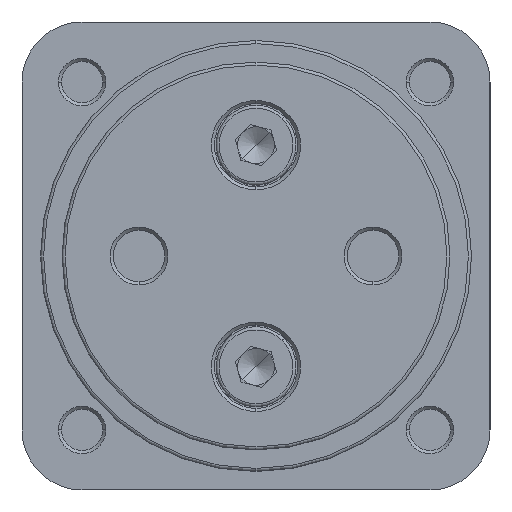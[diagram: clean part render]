
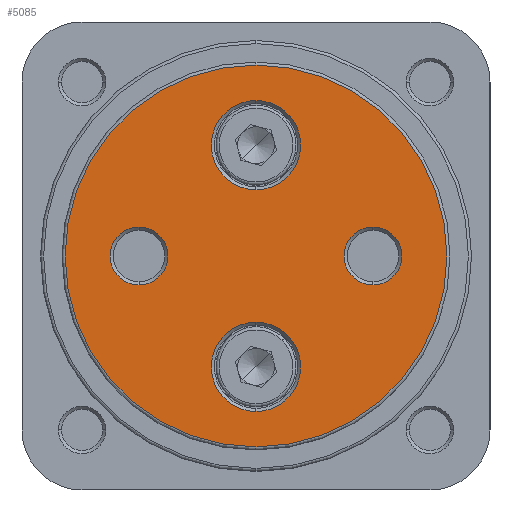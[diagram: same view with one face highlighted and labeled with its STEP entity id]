
A CAD part, left-side view. The second image highlights one B-rep face of the part: STEP entity #5085.
In plain terms, the highlighted planar face has unit normal (-1, 0, 0).
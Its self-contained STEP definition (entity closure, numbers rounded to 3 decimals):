
#168 = EDGE_LOOP ( 'NONE', ( #8058, #8057 ) ) ;
#169 = EDGE_LOOP ( 'NONE', ( #8054, #8053 ) ) ;
#264 = EDGE_LOOP ( 'NONE', ( #8050, #8049 ) ) ;
#386 = VERTEX_POINT ( 'NONE', #821 ) ;
#387 = VERTEX_POINT ( 'NONE', #822 ) ;
#400 = VERTEX_POINT ( 'NONE', #835 ) ;
#411 = VERTEX_POINT ( 'NONE', #846 ) ;
#414 = VERTEX_POINT ( 'NONE', #849 ) ;
#416 = VERTEX_POINT ( 'NONE', #851 ) ;
#420 = VERTEX_POINT ( 'NONE', #855 ) ;
#423 = VERTEX_POINT ( 'NONE', #858 ) ;
#425 = VERTEX_POINT ( 'NONE', #860 ) ;
#432 = VERTEX_POINT ( 'NONE', #867 ) ;
#821 = CARTESIAN_POINT ( 'NONE',  ( 0., -19., -4.7 ) ) ;
#822 = CARTESIAN_POINT ( 'NONE',  ( 0., 0., -10.75 ) ) ;
#835 = CARTESIAN_POINT ( 'NONE',  ( 0., 19., 4.7 ) ) ;
#846 = CARTESIAN_POINT ( 'NONE',  ( 0., 0., 31. ) ) ;
#849 = CARTESIAN_POINT ( 'NONE',  ( 0., 0., 10.75 ) ) ;
#851 = CARTESIAN_POINT ( 'NONE',  ( 0., -19., 4.7 ) ) ;
#855 = CARTESIAN_POINT ( 'NONE',  ( 0., 0., 25.25 ) ) ;
#858 = CARTESIAN_POINT ( 'NONE',  ( 0., 19., -4.7 ) ) ;
#860 = CARTESIAN_POINT ( 'NONE',  ( 0., 0., -31. ) ) ;
#867 = CARTESIAN_POINT ( 'NONE',  ( 0., 0., -25.25 ) ) ;
#1840 = EDGE_CURVE ( 'NONE', #425, #411, #6396, .T. ) ;
#1899 = EDGE_CURVE ( 'NONE', #432, #387, #6487, .T. ) ;
#1940 = EDGE_CURVE ( 'NONE', #400, #423, #6553, .T. ) ;
#1955 = EDGE_CURVE ( 'NONE', #416, #386, #6575, .T. ) ;
#1983 = EDGE_CURVE ( 'NONE', #386, #416, #6619, .T. ) ;
#2000 = EDGE_CURVE ( 'NONE', #414, #420, #6643, .T. ) ;
#2003 = EDGE_CURVE ( 'NONE', #423, #400, #6648, .T. ) ;
#2033 = EDGE_CURVE ( 'NONE', #420, #414, #6696, .T. ) ;
#2037 = EDGE_CURVE ( 'NONE', #387, #432, #6702, .T. ) ;
#2054 = EDGE_CURVE ( 'NONE', #411, #425, #6731, .T. ) ;
#2265 = AXIS2_PLACEMENT_3D ( 'NONE', #3054, #3055, #3056 ) ;
#2289 = AXIS2_PLACEMENT_3D ( 'NONE', #3198, #3199, #3200 ) ;
#2305 = AXIS2_PLACEMENT_3D ( 'NONE', #3295, #3296, #3297 ) ;
#2317 = AXIS2_PLACEMENT_3D ( 'NONE', #3332, #3335, #3336 ) ;
#2326 = AXIS2_PLACEMENT_3D ( 'NONE', #3391, #3401, #3402 ) ;
#2334 = AXIS2_PLACEMENT_3D ( 'NONE', #3445, #3446, #3447 ) ;
#2337 = AXIS2_PLACEMENT_3D ( 'NONE', #3454, #3456, #3457 ) ;
#2347 = AXIS2_PLACEMENT_3D ( 'NONE', #3524, #3525, #3526 ) ;
#2351 = AXIS2_PLACEMENT_3D ( 'NONE', #3529, #3536, #3537 ) ;
#2360 = AXIS2_PLACEMENT_3D ( 'NONE', #3568, #3576, #3577 ) ;
#2398 = AXIS2_PLACEMENT_3D ( 'NONE', #3793, #3802, #3803 ) ;
#3054 = CARTESIAN_POINT ( 'NONE',  ( 0., 0., 0. ) ) ;
#3055 = DIRECTION ( 'NONE',  ( -1., 0., 0. ) ) ;
#3056 = DIRECTION ( 'NONE',  ( 0., 0., -1. ) ) ;
#3198 = CARTESIAN_POINT ( 'NONE',  ( 0., 0., -18. ) ) ;
#3199 = DIRECTION ( 'NONE',  ( 1., 0., 0. ) ) ;
#3200 = DIRECTION ( 'NONE',  ( 0., 0., -1. ) ) ;
#3295 = CARTESIAN_POINT ( 'NONE',  ( 0., 19., 0. ) ) ;
#3296 = DIRECTION ( 'NONE',  ( 1., 0., 0. ) ) ;
#3297 = DIRECTION ( 'NONE',  ( 0., 0., -1. ) ) ;
#3332 = CARTESIAN_POINT ( 'NONE',  ( 0., -19., 0. ) ) ;
#3335 = DIRECTION ( 'NONE',  ( 1., 0., 0. ) ) ;
#3336 = DIRECTION ( 'NONE',  ( 0., 0., -1. ) ) ;
#3391 = CARTESIAN_POINT ( 'NONE',  ( 0., -19., 0. ) ) ;
#3401 = DIRECTION ( 'NONE',  ( 1., 0., 0. ) ) ;
#3402 = DIRECTION ( 'NONE',  ( 0., 0., -1. ) ) ;
#3445 = CARTESIAN_POINT ( 'NONE',  ( 0., 0., 18. ) ) ;
#3446 = DIRECTION ( 'NONE',  ( 1., 0., 0. ) ) ;
#3447 = DIRECTION ( 'NONE',  ( 0., 0., -1. ) ) ;
#3454 = CARTESIAN_POINT ( 'NONE',  ( 0., 19., 0. ) ) ;
#3456 = DIRECTION ( 'NONE',  ( 1., 0., 0. ) ) ;
#3457 = DIRECTION ( 'NONE',  ( 0., 0., -1. ) ) ;
#3524 = CARTESIAN_POINT ( 'NONE',  ( 0., 0., 18. ) ) ;
#3525 = DIRECTION ( 'NONE',  ( 1., 0., 0. ) ) ;
#3526 = DIRECTION ( 'NONE',  ( 0., 0., -1. ) ) ;
#3529 = CARTESIAN_POINT ( 'NONE',  ( 0., 0., -18. ) ) ;
#3536 = DIRECTION ( 'NONE',  ( 1., 0., 0. ) ) ;
#3537 = DIRECTION ( 'NONE',  ( 0., 0., -1. ) ) ;
#3568 = CARTESIAN_POINT ( 'NONE',  ( 0., 0., 0. ) ) ;
#3576 = DIRECTION ( 'NONE',  ( -1., 0., 0. ) ) ;
#3577 = DIRECTION ( 'NONE',  ( 0., 0., -1. ) ) ;
#3767 = PLANE ( 'NONE',  #2398 ) ;
#3793 = CARTESIAN_POINT ( 'NONE',  ( 0., 0., 0. ) ) ;
#3802 = DIRECTION ( 'NONE',  ( 1., 0., 0. ) ) ;
#3803 = DIRECTION ( 'NONE',  ( 0., 0., -1. ) ) ;
#5085 = ADVANCED_FACE ( 'NONE', ( #6882, #6880, #6885, #6887, #6883 ), #3767, .F. ) ;
#6396 = CIRCLE ( 'NONE', #2265, 31. ) ;
#6487 = CIRCLE ( 'NONE', #2289, 7.25 ) ;
#6553 = CIRCLE ( 'NONE', #2305, 4.7 ) ;
#6575 = CIRCLE ( 'NONE', #2317, 4.7 ) ;
#6619 = CIRCLE ( 'NONE', #2326, 4.7 ) ;
#6643 = CIRCLE ( 'NONE', #2334, 7.25 ) ;
#6648 = CIRCLE ( 'NONE', #2337, 4.7 ) ;
#6696 = CIRCLE ( 'NONE', #2347, 7.25 ) ;
#6702 = CIRCLE ( 'NONE', #2351, 7.25 ) ;
#6731 = CIRCLE ( 'NONE', #2360, 31. ) ;
#6880 = FACE_BOUND ( 'NONE', #8381, .T. ) ;
#6882 = FACE_OUTER_BOUND ( 'NONE', #168, .T. ) ;
#6883 = FACE_BOUND ( 'NONE', #264, .T. ) ;
#6885 = FACE_BOUND ( 'NONE', #169, .T. ) ;
#6887 = FACE_BOUND ( 'NONE', #8369, .T. ) ;
#8049 = ORIENTED_EDGE ( 'NONE', *, *, #2003, .T. ) ;
#8050 = ORIENTED_EDGE ( 'NONE', *, *, #1940, .T. ) ;
#8051 = ORIENTED_EDGE ( 'NONE', *, *, #1983, .T. ) ;
#8052 = ORIENTED_EDGE ( 'NONE', *, *, #1955, .T. ) ;
#8053 = ORIENTED_EDGE ( 'NONE', *, *, #2000, .T. ) ;
#8054 = ORIENTED_EDGE ( 'NONE', *, *, #2033, .T. ) ;
#8055 = ORIENTED_EDGE ( 'NONE', *, *, #1899, .T. ) ;
#8056 = ORIENTED_EDGE ( 'NONE', *, *, #2037, .T. ) ;
#8057 = ORIENTED_EDGE ( 'NONE', *, *, #2054, .T. ) ;
#8058 = ORIENTED_EDGE ( 'NONE', *, *, #1840, .T. ) ;
#8369 = EDGE_LOOP ( 'NONE', ( #8052, #8051 ) ) ;
#8381 = EDGE_LOOP ( 'NONE', ( #8056, #8055 ) ) ;
